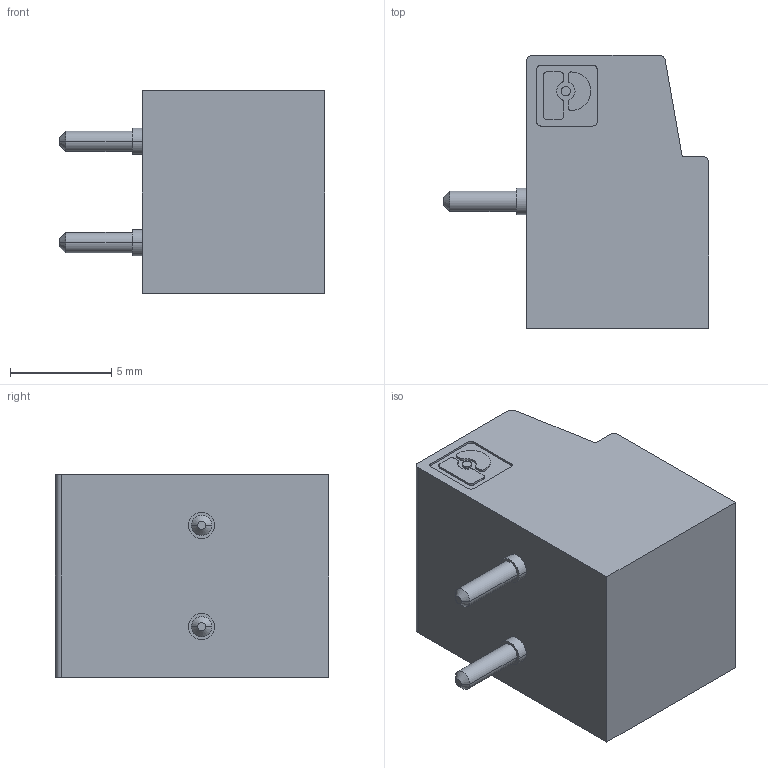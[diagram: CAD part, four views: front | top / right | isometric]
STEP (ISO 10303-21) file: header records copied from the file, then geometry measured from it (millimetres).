
FILE_DESCRIPTION(('SolidDesigner STEP Export'),'2;1');
FILE_NAME('pt_2.5-2-5.0-v.stp','2005-05-12T13:16:47',(''),(''),'OneSpaceDesigner STEP processor Version: 9.0 (March 2001)for AP214(CD)(Solid Model)','CoCreate OneSpaceDesigner: 11.50A 18-Jul-2002(C) CoCreate Software GmbH','');
FILE_SCHEMA(('AUTOMOTIVE_DESIGN_CC2 {1 2 10303 214 -1 1 5 1}'));
Length unit declared in the file: millimetre
Products named in the file (2): pt_2.5-2-5.0-v
Assembly tree (1 placements, depth 2):
  pt_2.5-2-5.0-v
    pt_2.5-2-5.0-v
Bounding box: 13.1 x 13.5 x 10 mm (x, y, z)
Volume: 908.5 mm3; surface area: 1002.8 mm2
Topology: 1 solids, 1 shells, 170 faces, 452 edges, 300 vertices
Faces by surface type: plane 101, cylinder 57, cone 8, torus 4
Entity records: 6875 total; most frequent: CARTESIAN_POINT 1362, ORIENTED_EDGE 904, DIRECTION 796, EDGE_CURVE 452, VERTEX_POINT 300, VECTOR 288, LINE 288, AXIS2_PLACEMENT_3D 254
